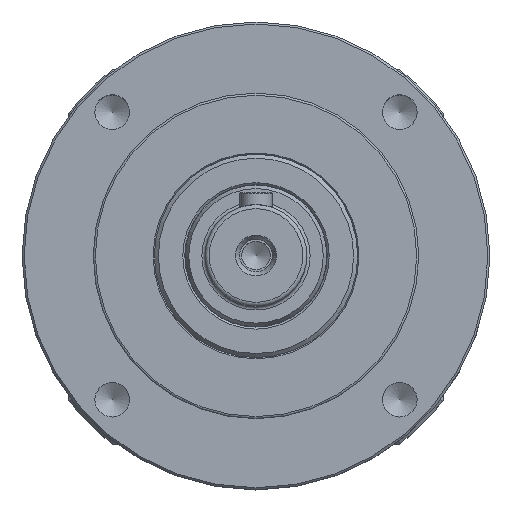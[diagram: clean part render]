
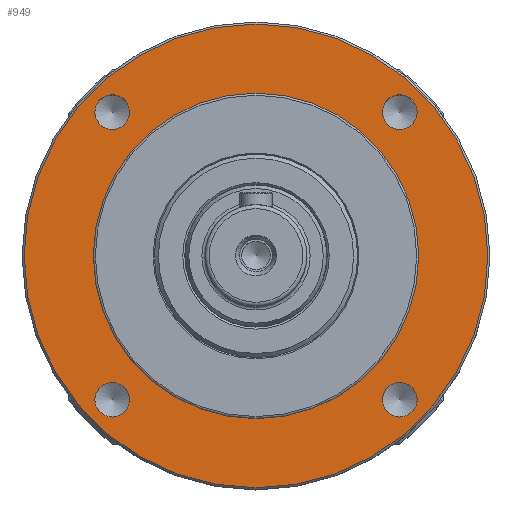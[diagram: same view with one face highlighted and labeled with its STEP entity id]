
A CAD part, top view. The second image highlights one B-rep face of the part: STEP entity #949.
In plain terms, the highlighted planar face has unit normal (0, 0, 1).
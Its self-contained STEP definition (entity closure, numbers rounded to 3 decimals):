
#404=CARTESIAN_POINT('',(-57.,0.0,-4.0));
#405=VERTEX_POINT('',#404);
#406=CARTESIAN_POINT('',(0.0,0.0,-4.0));
#407=DIRECTION('',(0.0,0.0,1.0));
#408=DIRECTION('',(-1.0,0.0,0.0));
#409=AXIS2_PLACEMENT_3D('',#406,#407,#408);
#410=CIRCLE('',#409,57.);
#411=EDGE_CURVE('',#405,#405,#410,.T.);
#519=CARTESIAN_POINT('',(-31.105,35.355,-4.0));
#520=VERTEX_POINT('',#519);
#521=CARTESIAN_POINT('',(-35.355,35.355,-4.0));
#522=DIRECTION('',(0.0,0.0,1.0));
#523=DIRECTION('',(1.0,0.0,0.0));
#524=AXIS2_PLACEMENT_3D('',#521,#522,#523);
#525=CIRCLE('',#524,4.25);
#526=EDGE_CURVE('',#520,#520,#525,.T.);
#556=CARTESIAN_POINT('',(39.605,35.355,-4.0));
#557=VERTEX_POINT('',#556);
#558=CARTESIAN_POINT('',(35.355,35.355,-4.0));
#559=DIRECTION('',(0.0,0.0,1.0));
#560=DIRECTION('',(1.0,0.0,0.0));
#561=AXIS2_PLACEMENT_3D('',#558,#559,#560);
#562=CIRCLE('',#561,4.25);
#563=EDGE_CURVE('',#557,#557,#562,.T.);
#593=CARTESIAN_POINT('',(39.605,-35.355,-4.0));
#594=VERTEX_POINT('',#593);
#595=CARTESIAN_POINT('',(35.355,-35.355,-4.0));
#596=DIRECTION('',(0.0,0.0,1.0));
#597=DIRECTION('',(1.0,0.0,0.0));
#598=AXIS2_PLACEMENT_3D('',#595,#596,#597);
#599=CIRCLE('',#598,4.25);
#600=EDGE_CURVE('',#594,#594,#599,.T.);
#630=CARTESIAN_POINT('',(-31.105,-35.355,-4.0));
#631=VERTEX_POINT('',#630);
#632=CARTESIAN_POINT('',(-35.355,-35.355,-4.0));
#633=DIRECTION('',(0.0,0.0,1.0));
#634=DIRECTION('',(1.0,0.0,0.0));
#635=AXIS2_PLACEMENT_3D('',#632,#633,#634);
#636=CIRCLE('',#635,4.25);
#637=EDGE_CURVE('',#631,#631,#636,.T.);
#708=CARTESIAN_POINT('',(40.0,0.0,-4.0));
#709=VERTEX_POINT('',#708);
#710=CARTESIAN_POINT('',(0.0,0.0,-4.0));
#711=DIRECTION('',(0.0,0.0,1.0));
#712=DIRECTION('',(1.0,0.0,0.0));
#713=AXIS2_PLACEMENT_3D('',#710,#711,#712);
#714=CIRCLE('',#713,40.0);
#715=EDGE_CURVE('',#709,#709,#714,.T.);
#926=CARTESIAN_POINT('',(0.0,40.0,-4.0));
#927=DIRECTION('',(0.0,0.0,-1.0));
#928=DIRECTION('',(-1.0,0.0,0.0));
#929=AXIS2_PLACEMENT_3D('',#926,#927,#928);
#930=PLANE('',#929);
#931=ORIENTED_EDGE('',*,*,#411,.T.);
#932=EDGE_LOOP('',(#931));
#933=FACE_OUTER_BOUND('',#932,.T.);
#934=ORIENTED_EDGE('',*,*,#526,.F.);
#935=EDGE_LOOP('',(#934));
#936=FACE_BOUND('',#935,.T.);
#937=ORIENTED_EDGE('',*,*,#563,.F.);
#938=EDGE_LOOP('',(#937));
#939=FACE_BOUND('',#938,.T.);
#940=ORIENTED_EDGE('',*,*,#600,.F.);
#941=EDGE_LOOP('',(#940));
#942=FACE_BOUND('',#941,.T.);
#943=ORIENTED_EDGE('',*,*,#637,.F.);
#944=EDGE_LOOP('',(#943));
#945=FACE_BOUND('',#944,.T.);
#946=ORIENTED_EDGE('',*,*,#715,.F.);
#947=EDGE_LOOP('',(#946));
#948=FACE_BOUND('',#947,.T.);
#949=ADVANCED_FACE('',(#933,#936,#939,#942,#945,#948),#930,.F.);
